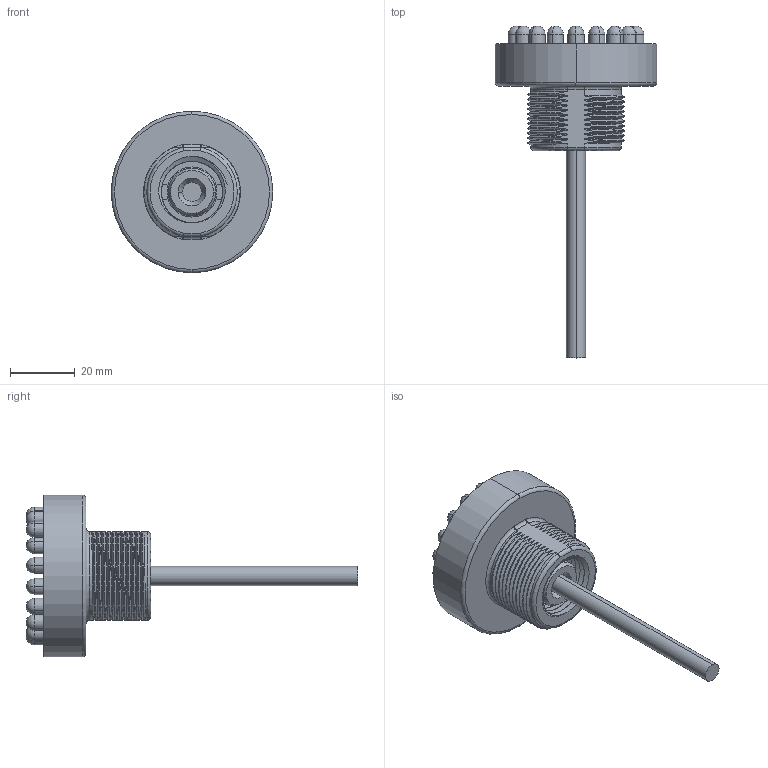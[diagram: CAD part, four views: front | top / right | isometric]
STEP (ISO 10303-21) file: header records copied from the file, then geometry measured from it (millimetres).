
FILE_DESCRIPTION((''),'2;1');
FILE_NAME('144873_SM01_ASM','2025-06-27T10:59:13',('banengservice'),('BANNER ENGINEERING'),'CREO PARAMETRIC BY PTC INC, 2022414','CREO PARAMETRIC BY PTC INC, 2022414','');
FILE_SCHEMA(('CONFIG_CONTROL_DESIGN'));
Length unit declared in the file: millimetre
Products named in the file (3): 144873_EP01; 144873_EP02; 144873_SM01_ASM
Assembly tree (2 placements, depth 2):
  144873_SM01_ASM
    144873_EP01
    144873_EP02
Bounding box: 50 x 102.75 x 50 mm (x, y, z)
Volume: 39039.5 mm3; surface area: 13081.8 mm2
Topology: 2 solids, 2 shells, 249 faces, 639 edges, 383 vertices
Faces by surface type: cylinder 104, bspline 67, sphere 40, plane 16, torus 14, cone 8
Entity records: 15503 total; most frequent: CARTESIAN_POINT 10006, ORIENTED_EDGE 1206, DIRECTION 989, EDGE_CURVE 603, AXIS2_PLACEMENT_3D 402, VERTEX_POINT 383, EDGE_LOOP 274, FACE_OUTER_BOUND 249
